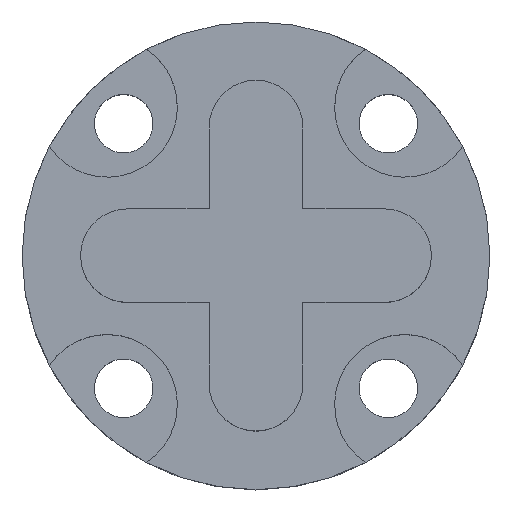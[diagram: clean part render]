
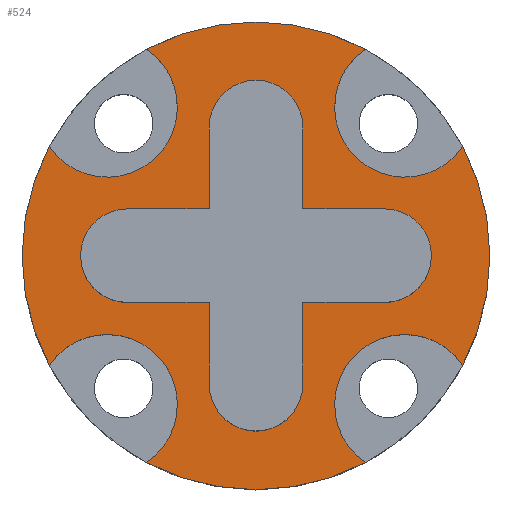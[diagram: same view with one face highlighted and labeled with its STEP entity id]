
A CAD part, top view. The second image highlights one B-rep face of the part: STEP entity #524.
In plain terms, the highlighted planar face has unit normal (0, 0, 1).
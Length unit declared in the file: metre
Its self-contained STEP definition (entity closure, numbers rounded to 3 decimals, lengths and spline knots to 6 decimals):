
#28=LINE('',#860,#64);
#29=LINE('',#863,#65);
#30=LINE('',#867,#66);
#31=LINE('',#869,#67);
#32=LINE('',#873,#68);
#33=LINE('',#875,#69);
#34=LINE('',#879,#70);
#35=LINE('',#881,#71);
#64=VECTOR('',#701,1.);
#65=VECTOR('',#702,1.);
#66=VECTOR('',#705,1.);
#67=VECTOR('',#706,1.);
#68=VECTOR('',#709,1.);
#69=VECTOR('',#710,1.);
#70=VECTOR('',#713,1.);
#71=VECTOR('',#714,1.);
#151=ORIENTED_EDGE('',*,*,#279,.F.);
#152=ORIENTED_EDGE('',*,*,#280,.F.);
#153=ORIENTED_EDGE('',*,*,#281,.T.);
#154=ORIENTED_EDGE('',*,*,#282,.T.);
#155=ORIENTED_EDGE('',*,*,#283,.F.);
#156=ORIENTED_EDGE('',*,*,#284,.T.);
#157=ORIENTED_EDGE('',*,*,#285,.T.);
#158=ORIENTED_EDGE('',*,*,#286,.T.);
#159=ORIENTED_EDGE('',*,*,#287,.T.);
#160=ORIENTED_EDGE('',*,*,#288,.F.);
#161=ORIENTED_EDGE('',*,*,#289,.T.);
#162=ORIENTED_EDGE('',*,*,#290,.T.);
#163=ORIENTED_EDGE('',*,*,#291,.F.);
#164=ORIENTED_EDGE('',*,*,#274,.T.);
#165=ORIENTED_EDGE('',*,*,#292,.F.);
#166=ORIENTED_EDGE('',*,*,#271,.T.);
#167=ORIENTED_EDGE('',*,*,#293,.F.);
#168=ORIENTED_EDGE('',*,*,#268,.T.);
#169=ORIENTED_EDGE('',*,*,#294,.F.);
#170=ORIENTED_EDGE('',*,*,#265,.T.);
#265=EDGE_CURVE('',#336,#335,#386,.T.);
#268=EDGE_CURVE('',#338,#337,#387,.T.);
#271=EDGE_CURVE('',#340,#339,#388,.T.);
#274=EDGE_CURVE('',#342,#341,#389,.T.);
#279=EDGE_CURVE('',#346,#347,#28,.T.);
#280=EDGE_CURVE('',#348,#346,#29,.T.);
#281=EDGE_CURVE('',#348,#349,#393,.F.);
#282=EDGE_CURVE('',#349,#350,#30,.T.);
#283=EDGE_CURVE('',#351,#350,#31,.T.);
#284=EDGE_CURVE('',#351,#352,#394,.F.);
#285=EDGE_CURVE('',#352,#353,#32,.T.);
#286=EDGE_CURVE('',#353,#354,#33,.T.);
#287=EDGE_CURVE('',#354,#355,#395,.F.);
#288=EDGE_CURVE('',#356,#355,#34,.T.);
#289=EDGE_CURVE('',#356,#357,#35,.T.);
#290=EDGE_CURVE('',#357,#347,#396,.F.);
#291=EDGE_CURVE('',#342,#335,#397,.T.);
#292=EDGE_CURVE('',#340,#341,#398,.T.);
#293=EDGE_CURVE('',#338,#339,#399,.T.);
#294=EDGE_CURVE('',#336,#337,#400,.T.);
#335=VERTEX_POINT('',#831);
#336=VERTEX_POINT('',#833);
#337=VERTEX_POINT('',#836);
#338=VERTEX_POINT('',#838);
#339=VERTEX_POINT('',#841);
#340=VERTEX_POINT('',#843);
#341=VERTEX_POINT('',#846);
#342=VERTEX_POINT('',#848);
#346=VERTEX_POINT('',#861);
#347=VERTEX_POINT('',#862);
#348=VERTEX_POINT('',#864);
#349=VERTEX_POINT('',#866);
#350=VERTEX_POINT('',#868);
#351=VERTEX_POINT('',#870);
#352=VERTEX_POINT('',#872);
#353=VERTEX_POINT('',#874);
#354=VERTEX_POINT('',#876);
#355=VERTEX_POINT('',#878);
#356=VERTEX_POINT('',#880);
#357=VERTEX_POINT('',#882);
#386=CIRCLE('',#580,0.01);
#387=CIRCLE('',#581,0.01);
#388=CIRCLE('',#582,0.01);
#389=CIRCLE('',#583,0.01);
#393=CIRCLE('',#591,0.002);
#394=CIRCLE('',#592,0.002);
#395=CIRCLE('',#593,0.002);
#396=CIRCLE('',#594,0.002);
#397=CIRCLE('',#595,0.003);
#398=CIRCLE('',#596,0.003);
#399=CIRCLE('',#597,0.003);
#400=CIRCLE('',#598,0.003);
#431=EDGE_LOOP('',(#151,#152,#153,#154,#155,#156,#157,#158,#159,#160,#161,
#162));
#432=EDGE_LOOP('',(#163,#164,#165,#166,#167,#168,#169,#170));
#477=FACE_BOUND('',#431,.T.);
#478=FACE_BOUND('',#432,.T.);
#502=PLANE('',#590);
#524=ADVANCED_FACE('',(#477,#478),#502,.T.);
#580=AXIS2_PLACEMENT_3D('',#832,#672,#673);
#581=AXIS2_PLACEMENT_3D('',#837,#676,#677);
#582=AXIS2_PLACEMENT_3D('',#842,#680,#681);
#583=AXIS2_PLACEMENT_3D('',#847,#684,#685);
#590=AXIS2_PLACEMENT_3D('',#859,#699,#700);
#591=AXIS2_PLACEMENT_3D('',#865,#703,#704);
#592=AXIS2_PLACEMENT_3D('',#871,#707,#708);
#593=AXIS2_PLACEMENT_3D('',#877,#711,#712);
#594=AXIS2_PLACEMENT_3D('',#883,#715,#716);
#595=AXIS2_PLACEMENT_3D('',#884,#717,#718);
#596=AXIS2_PLACEMENT_3D('',#885,#719,#720);
#597=AXIS2_PLACEMENT_3D('',#886,#721,#722);
#598=AXIS2_PLACEMENT_3D('',#887,#723,#724);
#672=DIRECTION('',(0.,0.,1.));
#673=DIRECTION('',(1.,0.,0.));
#676=DIRECTION('',(0.,0.,1.));
#677=DIRECTION('',(1.,0.,0.));
#680=DIRECTION('',(0.,0.,1.));
#681=DIRECTION('',(1.,0.,0.));
#684=DIRECTION('',(0.,0.,1.));
#685=DIRECTION('',(1.,0.,0.));
#699=DIRECTION('',(0.,0.,1.));
#700=DIRECTION('',(1.,0.,0.));
#701=DIRECTION('',(0.,-1.,0.));
#702=DIRECTION('',(1.,0.,0.));
#703=DIRECTION('',(0.,0.,1.));
#704=DIRECTION('',(1.,0.,0.));
#705=DIRECTION('',(1.,0.,0.));
#706=DIRECTION('',(0.,-1.,0.));
#707=DIRECTION('',(0.,0.,1.));
#708=DIRECTION('',(1.,0.,0.));
#709=DIRECTION('',(0.,-1.,0.));
#710=DIRECTION('',(1.,0.,0.));
#711=DIRECTION('',(0.,0.,1.));
#712=DIRECTION('',(1.,0.,0.));
#713=DIRECTION('',(1.,0.,0.));
#714=DIRECTION('',(0.,-1.,0.));
#715=DIRECTION('',(0.,0.,1.));
#716=DIRECTION('',(1.,0.,0.));
#717=DIRECTION('',(0.,0.,1.));
#718=DIRECTION('',(1.,0.,0.));
#719=DIRECTION('',(0.,0.,1.));
#720=DIRECTION('',(1.,0.,0.));
#721=DIRECTION('',(0.,0.,1.));
#722=DIRECTION('',(1.,0.,0.));
#723=DIRECTION('',(0.,0.,1.));
#724=DIRECTION('',(1.,0.,0.));
#831=CARTESIAN_POINT('',(0.008841,0.004672,0.003));
#832=CARTESIAN_POINT('',(0.,0.,0.003));
#833=CARTESIAN_POINT('',(0.008841,-0.004672,0.003));
#836=CARTESIAN_POINT('',(0.004672,-0.008841,0.003));
#837=CARTESIAN_POINT('',(0.,0.,0.003));
#838=CARTESIAN_POINT('',(-0.004672,-0.008841,0.003));
#841=CARTESIAN_POINT('',(-0.008841,-0.004672,0.003));
#842=CARTESIAN_POINT('',(0.,0.,0.003));
#843=CARTESIAN_POINT('',(-0.008841,0.004672,0.003));
#846=CARTESIAN_POINT('',(-0.004672,0.008841,0.003));
#847=CARTESIAN_POINT('',(0.,0.,0.003));
#848=CARTESIAN_POINT('',(0.004672,0.008841,0.003));
#859=CARTESIAN_POINT('',(0.,0.,0.003));
#860=CARTESIAN_POINT('',(-0.002,0.,0.003));
#861=CARTESIAN_POINT('',(-0.002,-0.002,0.003));
#862=CARTESIAN_POINT('',(-0.002,-0.0055,0.003));
#863=CARTESIAN_POINT('',(0.,-0.002,0.003));
#864=CARTESIAN_POINT('',(-0.0055,-0.002,0.003));
#865=CARTESIAN_POINT('',(-0.0055,0.,0.003));
#866=CARTESIAN_POINT('',(-0.0055,0.002,0.003));
#867=CARTESIAN_POINT('',(0.,0.002,0.003));
#868=CARTESIAN_POINT('',(-0.002,0.002,0.003));
#869=CARTESIAN_POINT('',(-0.002,0.,0.003));
#870=CARTESIAN_POINT('',(-0.002,0.0055,0.003));
#871=CARTESIAN_POINT('',(0.,0.0055,0.003));
#872=CARTESIAN_POINT('',(0.002,0.0055,0.003));
#873=CARTESIAN_POINT('',(0.002,0.,0.003));
#874=CARTESIAN_POINT('',(0.002,0.002,0.003));
#875=CARTESIAN_POINT('',(0.,0.002,0.003));
#876=CARTESIAN_POINT('',(0.0055,0.002,0.003));
#877=CARTESIAN_POINT('',(0.0055,0.,0.003));
#878=CARTESIAN_POINT('',(0.0055,-0.002,0.003));
#879=CARTESIAN_POINT('',(0.,-0.002,0.003));
#880=CARTESIAN_POINT('',(0.002,-0.002,0.003));
#881=CARTESIAN_POINT('',(0.002,0.,0.003));
#882=CARTESIAN_POINT('',(0.002,-0.0055,0.003));
#883=CARTESIAN_POINT('',(0.,-0.0055,0.003));
#884=CARTESIAN_POINT('',(0.006364,0.006364,0.003));
#885=CARTESIAN_POINT('',(-0.006364,0.006364,0.003));
#886=CARTESIAN_POINT('',(-0.006364,-0.006364,0.003));
#887=CARTESIAN_POINT('',(0.006364,-0.006364,0.003));
